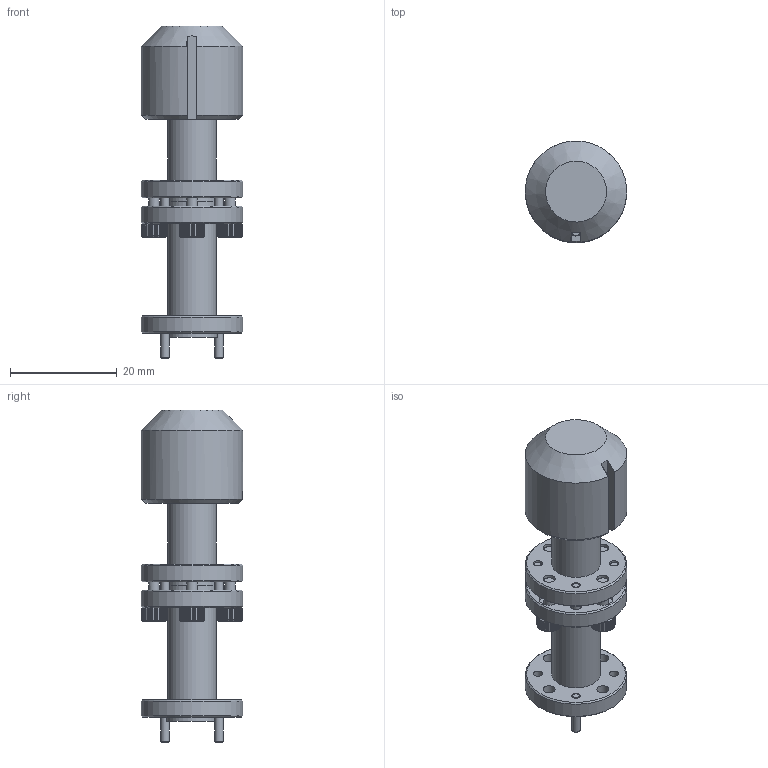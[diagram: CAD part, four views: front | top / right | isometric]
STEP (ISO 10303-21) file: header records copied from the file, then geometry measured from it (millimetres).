
FILE_DESCRIPTION (( 'STEP AP203' ), '1' );
FILE_NAME ('SAF-6039031437-12-S1.STEP', '2019-01-04T22:43:22', ( '' ), ( '' ), 'SwSTEP 2.0', 'SolidWorks 2016', '' );
FILE_SCHEMA (( 'CONFIG_CONTROL_DESIGN' ));
Length unit declared in the file: inch
Products named in the file (1): SAF-6039031437-12-S1
Bounding box: 19.05 x 19.05 x 62.29 mm (x, y, z)
Volume: 9446.1 mm3; surface area: 5609.3 mm2
Topology: 12 solids, 12 shells, 711 faces, 1940 edges, 1281 vertices
Faces by surface type: plane 447, cylinder 203, cone 49, bspline 8, torus 4
Full cylindrical faces by diameter (mm): 1.562 x6, 1.588 x6, 1.702 x6, 2.032 x4, 2.261 x12, 3.556 x12, 9.144 x2, 9.525 x3, 19.05 x3
Entity records: 24474 total; most frequent: CARTESIAN_POINT 8221, ORIENTED_EDGE 3628, DIRECTION 2813, EDGE_CURVE 1814, VERTEX_POINT 1249, AXIS2_PLACEMENT_3D 1109, EDGE_LOOP 879, B_SPLINE_CURVE_WITH_KNOTS 769
